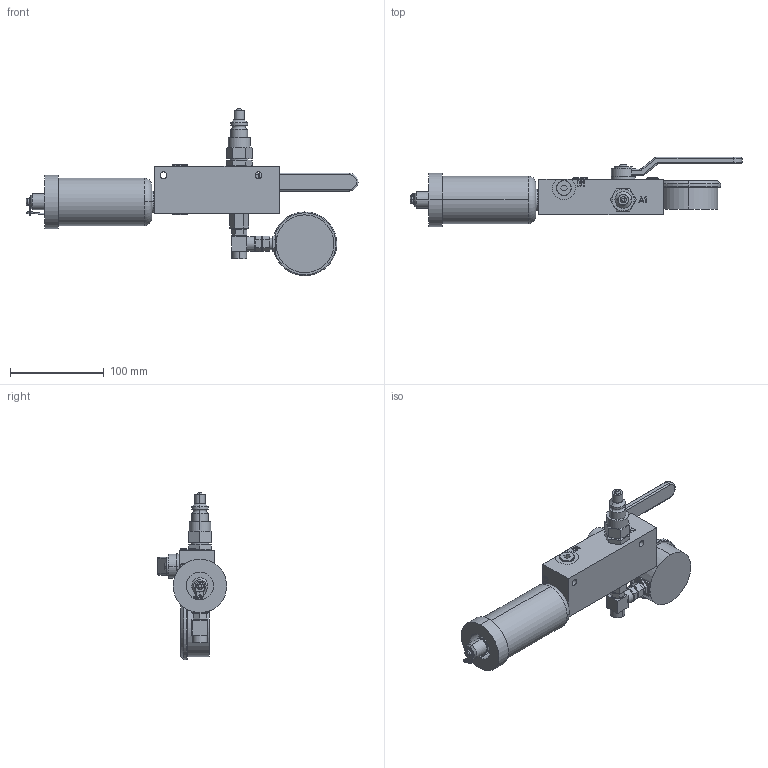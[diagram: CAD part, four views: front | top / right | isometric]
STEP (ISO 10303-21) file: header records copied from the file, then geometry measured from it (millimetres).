
FILE_DESCRIPTION((''),'2;1');
FILE_NAME('ILC56000202','2024-05-15T11:08:25',('rkuestersteffen'),(''),'CREO PARAMETRIC BY PTC INC, 2021164','CREO PARAMETRIC BY PTC INC, 2021164','');
FILE_SCHEMA(('AUTOMOTIVE_DESIGN { 1 0 10303 214 1 1 1 1 }'));
Length unit declared in the file: inch
Products named in the file (1): ILC56000202
Bounding box: 355.02 x 74.12 x 179.01 mm (x, y, z)
Volume: 625090.6 mm3; surface area: 97055.6 mm2
Topology: 5 solids, 14 shells, 685 faces, 1706 edges, 1096 vertices
Faces by surface type: plane 436, cylinder 141, cone 80, torus 22, bspline 4, sphere 2
Entity records: 26342 total; most frequent: CARTESIAN_POINT 4104, DIRECTION 3515, ORIENTED_EDGE 3356, PRESENTATION_STYLE_ASSIGNMENT 1750, STYLED_ITEM 1741, CURVE_STYLE 1729, EDGE_CURVE 1692, VECTOR 1242
